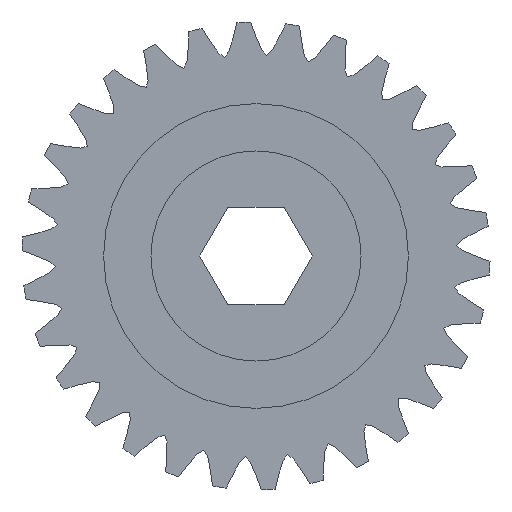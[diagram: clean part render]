
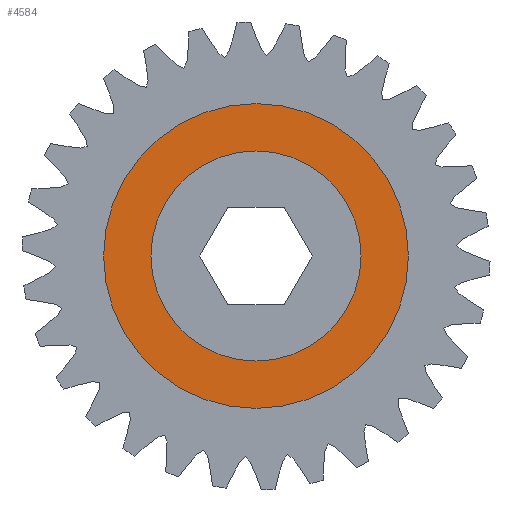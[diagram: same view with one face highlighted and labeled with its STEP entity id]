
A CAD part, front view. The second image highlights one B-rep face of the part: STEP entity #4584.
In plain terms, the highlighted planar face has unit normal (0, -1, 0).
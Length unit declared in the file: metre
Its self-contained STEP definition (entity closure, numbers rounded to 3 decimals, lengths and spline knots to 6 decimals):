
#110=CIRCLE('',#4886,0.005387);
#111=CIRCLE('',#4888,0.007813);
#1418=ORIENTED_EDGE('',*,*,#2078,.T.);
#1419=ORIENTED_EDGE('',*,*,#2079,.F.);
#2078=EDGE_CURVE('',#2518,#2518,#110,.T.);
#2079=EDGE_CURVE('',#2519,#2519,#111,.T.);
#2518=VERTEX_POINT('',#7384);
#2519=VERTEX_POINT('',#7387);
#3926=EDGE_LOOP('',(#1418));
#3927=EDGE_LOOP('',(#1419));
#4162=FACE_BOUND('',#3926,.T.);
#4163=FACE_BOUND('',#3927,.T.);
#4360=PLANE('',#4889);
#4584=ADVANCED_FACE('',(#4162,#4163),#4360,.F.);
#4886=AXIS2_PLACEMENT_3D('',#7383,#6055,#6056);
#4888=AXIS2_PLACEMENT_3D('',#7386,#6059,#6060);
#4889=AXIS2_PLACEMENT_3D('',#7388,#6061,#6062);
#6055=DIRECTION('',(0.,1.,0.));
#6056=DIRECTION('',(1.,0.,0.));
#6059=DIRECTION('',(0.,1.,0.));
#6060=DIRECTION('',(1.,0.,0.));
#6061=DIRECTION('',(0.,1.,0.));
#6062=DIRECTION('',(1.,0.,0.));
#7383=CARTESIAN_POINT('',(0.,-0.0055,0.));
#7384=CARTESIAN_POINT('',(0.005387,-0.0055,0.));
#7386=CARTESIAN_POINT('',(0.,-0.0055,0.));
#7387=CARTESIAN_POINT('',(0.007812,-0.0055,0.));
#7388=CARTESIAN_POINT('',(0.,-0.0055,0.));
